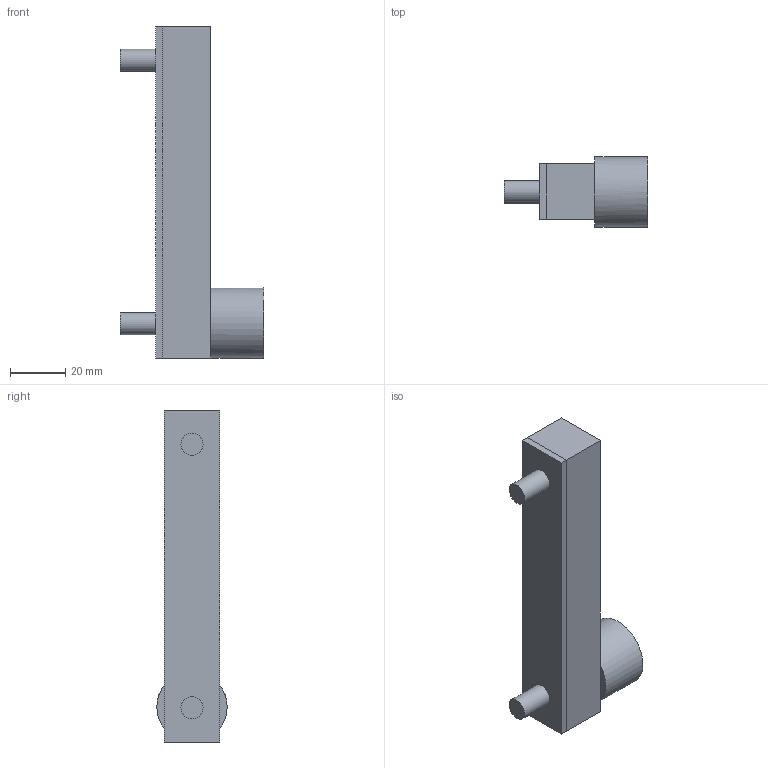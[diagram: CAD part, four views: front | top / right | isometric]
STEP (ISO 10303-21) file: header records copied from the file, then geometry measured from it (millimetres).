
FILE_DESCRIPTION(/* description */ (''),/* implementation_level */ '2;1');
FILE_NAME(/* name */ 'FlowMeter.step',/* time_stamp */ '2021-05-01T16:29:53+06:00',/* author */ (''),/* organization */ (''),/* preprocessor_version */ 'ST-DEVELOPER v18.1',/* originating_system */ 'Autodesk Translation Framework v9.7.1.1290',/* authorisation */ '');
FILE_SCHEMA (('AUTOMOTIVE_DESIGN { 1 0 10303 214 3 1 1 }'));
Length unit declared in the file: inch
Products named in the file (1): FlowMeter
Bounding box: 51.75 x 25.4 x 120 mm (x, y, z)
Volume: 64770.2 mm3; surface area: 18111.7 mm2
Topology: 2 solids, 2 shells, 24 faces, 49 edges, 31 vertices
Faces by surface type: plane 19, cylinder 5
Full cylindrical faces by diameter (mm): 8 x4, 25.4 x1
Entity records: 693 total; most frequent: DIRECTION 114, CARTESIAN_POINT 105, ORIENTED_EDGE 98, EDGE_CURVE 49, AXIS2_PLACEMENT_3D 40, LINE 34, VECTOR 34, VERTEX_POINT 31
